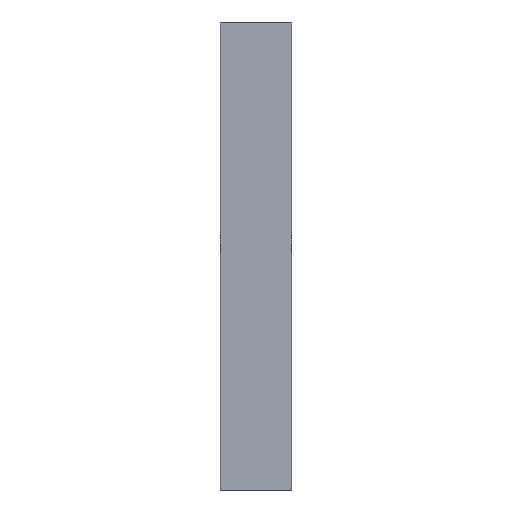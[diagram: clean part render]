
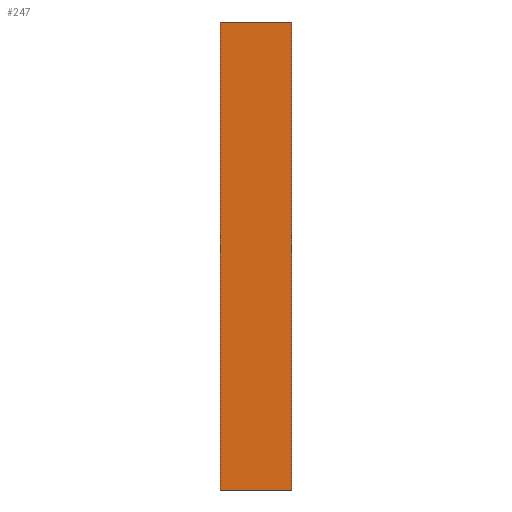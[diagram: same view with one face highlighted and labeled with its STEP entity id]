
A CAD part, left-side view. The second image highlights one B-rep face of the part: STEP entity #247.
In plain terms, the highlighted planar face has unit normal (-1, 0, 0).
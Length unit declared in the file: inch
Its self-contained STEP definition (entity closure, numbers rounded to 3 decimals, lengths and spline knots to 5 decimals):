
#41 = FACE_OUTER_BOUND ( 'NONE', #183, .T. ) ;
#62 = CARTESIAN_POINT ( 'NONE',  ( -1.72, 2.8075, 0. ) ) ;
#119 = VERTEX_POINT ( 'NONE', #267 ) ;
#123 = ORIENTED_EDGE ( 'NONE', *, *, #209, .T. ) ;
#131 = VERTEX_POINT ( 'NONE', #876 ) ;
#139 = DIRECTION ( 'NONE',  ( 0., -1., 0. ) ) ;
#183 = EDGE_LOOP ( 'NONE', ( #190, #386, #802, #123 ) ) ;
#189 = EDGE_CURVE ( 'NONE', #119, #748, #499, .T. ) ;
#190 = ORIENTED_EDGE ( 'NONE', *, *, #256, .F. ) ;
#194 = CARTESIAN_POINT ( 'NONE',  ( -1.72, 2.8075, -37. ) ) ;
#209 = EDGE_CURVE ( 'NONE', #748, #273, #364, .T. ) ;
#214 = CARTESIAN_POINT ( 'NONE',  ( -1.72, -2.8075, -37. ) ) ;
#247 = ADVANCED_FACE ( 'NONE', ( #41 ), #898, .T. ) ;
#256 = EDGE_CURVE ( 'NONE', #131, #273, #282, .T. ) ;
#260 = DIRECTION ( 'NONE',  ( 0., -1., 0. ) ) ;
#267 = CARTESIAN_POINT ( 'NONE',  ( -1.72, 2.8075, -37. ) ) ;
#273 = VERTEX_POINT ( 'NONE', #278 ) ;
#278 = CARTESIAN_POINT ( 'NONE',  ( -1.72, -2.8075, 0. ) ) ;
#282 = LINE ( 'NONE', #62, #606 ) ;
#364 = LINE ( 'NONE', #835, #730 ) ;
#386 = ORIENTED_EDGE ( 'NONE', *, *, #597, .F. ) ;
#466 = AXIS2_PLACEMENT_3D ( 'NONE', #565, #877, #139 ) ;
#467 = VECTOR ( 'NONE', #772, 39.37008 ) ;
#481 = LINE ( 'NONE', #679, #467 ) ;
#499 = LINE ( 'NONE', #194, #887 ) ;
#565 = CARTESIAN_POINT ( 'NONE',  ( -1.72, 2.8075, -37. ) ) ;
#597 = EDGE_CURVE ( 'NONE', #119, #131, #481, .T. ) ;
#606 = VECTOR ( 'NONE', #260, 39.37008 ) ;
#679 = CARTESIAN_POINT ( 'NONE',  ( -1.72, 2.8075, -37. ) ) ;
#730 = VECTOR ( 'NONE', #757, 39.37008 ) ;
#740 = DIRECTION ( 'NONE',  ( 0., -1., 0. ) ) ;
#748 = VERTEX_POINT ( 'NONE', #214 ) ;
#757 = DIRECTION ( 'NONE',  ( 0., 0., 1. ) ) ;
#772 = DIRECTION ( 'NONE',  ( 0., 0., 1. ) ) ;
#802 = ORIENTED_EDGE ( 'NONE', *, *, #189, .T. ) ;
#835 = CARTESIAN_POINT ( 'NONE',  ( -1.72, -2.8075, -37. ) ) ;
#876 = CARTESIAN_POINT ( 'NONE',  ( -1.72, 2.8075, 0. ) ) ;
#877 = DIRECTION ( 'NONE',  ( -1., 0., 0. ) ) ;
#887 = VECTOR ( 'NONE', #740, 39.37008 ) ;
#898 = PLANE ( 'NONE',  #466 ) ;
